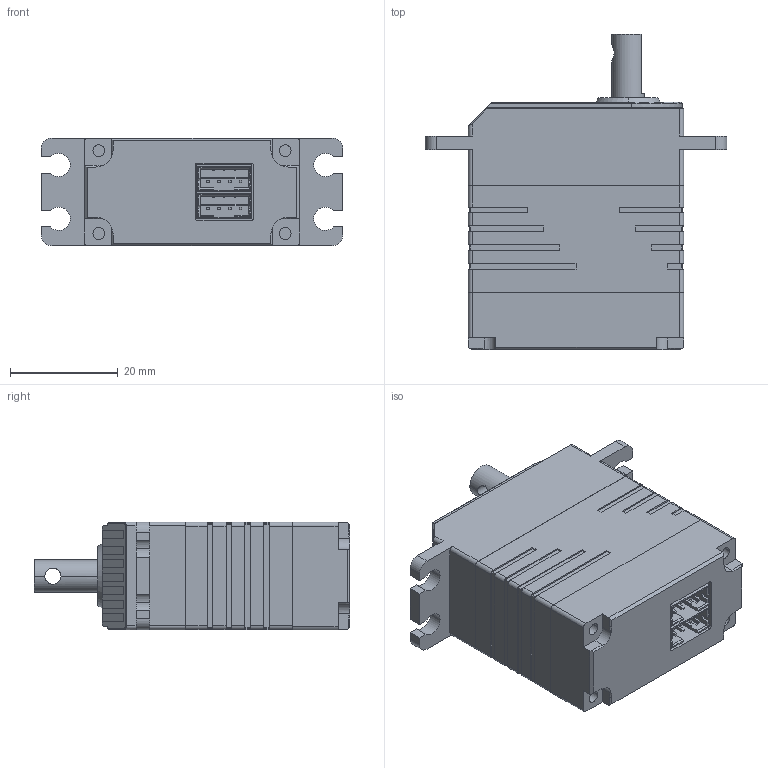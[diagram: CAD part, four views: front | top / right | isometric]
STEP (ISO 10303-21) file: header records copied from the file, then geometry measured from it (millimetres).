
FILE_DESCRIPTION (( 'STEP AP203' ), '1' );
FILE_NAME ('单轴后出线舵机装配体.STEP', '2025-06-20T02:45:08', ( 'Windows 用户' ), ( '' ), 'SwSTEP 2.0', 'SolidWorks 2021', '' );
FILE_SCHEMA (( 'CONFIG_CONTROL_DESIGN' ));
Length unit declared in the file: millimetre
Products named in the file (6): 单轴后出线舵机装配体; 4pin諉諳耀倰; D倰怀堤喘.step; 50kg等粣嗆儂奻褲; 485等粣嗆儂綴裔1.0; 50kg嗆儂笢褲綴堤盄
Assembly tree (6 placements, depth 2):
  单轴后出线舵机装配体
    50kg嗆儂笢褲綴堤盄
    50kg等粣嗆儂奻褲
    485等粣嗆儂綴裔1.0
    D倰怀堤喘.step
    4pin諉諳耀倰  x2
Bounding box: 56 x 58.65 x 20.04 mm (x, y, z)
Volume: 36272.8 mm3; surface area: 13212.8 mm2
Topology: 8 solids, 8 shells, 634 faces, 1698 edges, 1105 vertices
Faces by surface type: plane 484, cylinder 134, cone 14, bspline 2
Entity records: 16124 total; most frequent: CARTESIAN_POINT 3134, ORIENTED_EDGE 2622, DIRECTION 2482, EDGE_CURVE 1311, LINE 1008, VECTOR 1008, VERTEX_POINT 859, AXIS2_PLACEMENT_3D 737
